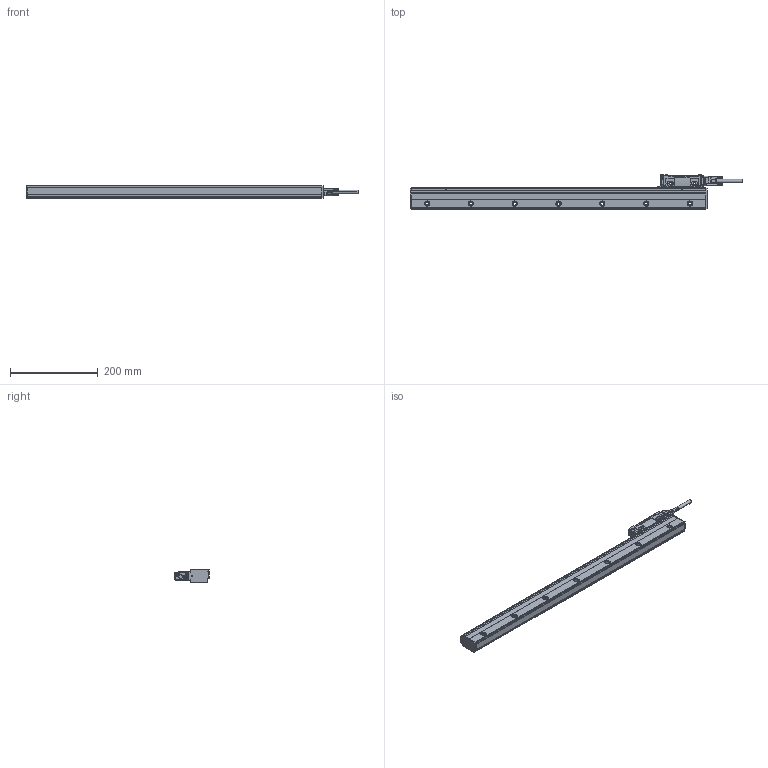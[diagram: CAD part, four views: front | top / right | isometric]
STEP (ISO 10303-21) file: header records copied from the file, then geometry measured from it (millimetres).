
FILE_DESCRIPTION(('CATIA V5 STEP'),'2;1');
FILE_NAME('SR87_L_054.stp','2010-05-26T07:30:15+00:00',('none'),('none'),'CATIA Version 5 Release 19 SP 6 (IN-10)','CATIA V5 STEP AP214','none');
FILE_SCHEMA(('AUTOMOTIVE_DESIGN { 1 0 10303 214 1 1 1 1 }'));
Products named in the file (3): SR87_L_054; SR87-054_S; SR87_head_L
Assembly tree (2 placements, depth 2):
  SR87_L_054
    SR87-054_S
    SR87_head_L
Bounding box: 757.7 x 78 x 29 mm (x, y, z)
Volume: 905092.4 mm3; surface area: 145627.9 mm2
Topology: 2 solids, 18 shells, 2495 faces, 6383 edges, 3834 vertices
Faces by surface type: plane 1158, cylinder 838, cone 175, torus 175, sphere 96, bspline 53
Entity records: 73859 total; most frequent: CARTESIAN_POINT 18849, ORIENTED_EDGE 12548, DIRECTION 9107, EDGE_CURVE 6264, AXIS2_PLACEMENT_3D 3907, VERTEX_POINT 3832, VECTOR 3317, LINE 3317
